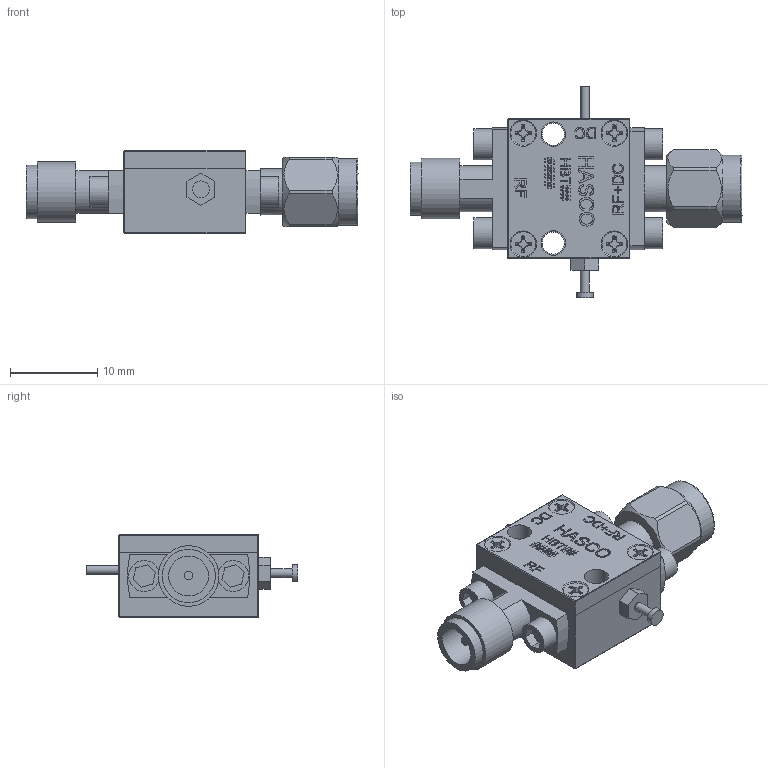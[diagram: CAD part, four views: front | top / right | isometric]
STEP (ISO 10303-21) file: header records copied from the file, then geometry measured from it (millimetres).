
FILE_DESCRIPTION(/* description */ ('','CAx-IF Rec.Pracs.---Representation and Presentation of Product Manufacturing Information (PMI)---4.0---2014-10-13'),/* implementation_level */ '2;1');
FILE_NAME(/* name */ 'Hasco_Bias_Tee_Assembly_NoDetail_12-11-2024 v7.step',/* time_stamp */ '2025-03-21T16:32:07-07:00',/* author */ (''),/* organization */ (''),/* preprocessor_version */ 'ST-DEVELOPER v20',/* originating_system */ 'Autodesk Translation Framework v13.20.0.188',/* authorisation */ '');
FILE_SCHEMA (('AP242_MANAGED_MODEL_BASED_3D_ENGINEERING_MIM_LF { 1 0 10303 442 1 1 4 }'));
Length unit declared in the file: inch
Products named in the file (10): Hasco_Bias_Tee_Assembly_NoDetail_12-11-2024; 2-56 THreaded Turret; V-550_Female; PE45607 ¦ FMCN1657; PE44232; 2-56 SHCS-2; SHP_SB9840-125R-150-01; 0-80 Screw_8th; Hasco_Bias_Tee_Housing_NotDetail_12-11-2024; Hasco_Bias_Tee_Lid_10-25-2024
Assembly tree (15 placements, depth 3):
  Hasco_Bias_Tee_Assembly_NoDetail_12-11-2024
    2-56 THreaded Turret
    V-550_Female
    PE45607 ¦ FMCN1657
      PE44232
    2-56 SHCS-2  x4
    0-80 Screw_8th  x4
    SHP_SB9840-125R-150-01
    Hasco_Bias_Tee_Housing_NotDetail_12-11-2024
    Hasco_Bias_Tee_Lid_10-25-2024
Bounding box: 37.96 x 24.23 x 9.53 mm (x, y, z)
Volume: 2745.5 mm3; surface area: 3820.3 mm2
Topology: 17 solids, 17 shells, 992 faces, 2634 edges, 1746 vertices
Faces by surface type: plane 573, bspline 214, cylinder 146, cone 57, torus 1, sphere 1
Full cylindrical faces by diameter (mm): 0.3 x1, 0.305 x1, 0.808 x1, 0.914 x1, 0.991 x2, 1.016 x3, 1.094 x24, 1.168 x1, 1.245 x4, 1.26 x2, 1.524 x29, 1.626 x4, 1.783 x5, 1.905 x2, 2.184 x5, 2.489 x1, 2.54 x2, 2.591 x3, 2.6 x2, 2.794 x2, 2.92 x1, 3.429 x1, 3.556 x4, 4.08 x1, 4.131 x1, 4.572 x2, 5.3 x1, 5.433 x5, 6.096 x1, 6.35 x7
Entity records: 30103 total; most frequent: CARTESIAN_POINT 10663, ORIENTED_EDGE 4366, DIRECTION 3149, EDGE_CURVE 2183, LINE 1479, VECTOR 1479, VERTEX_POINT 1452, EDGE_LOOP 921
